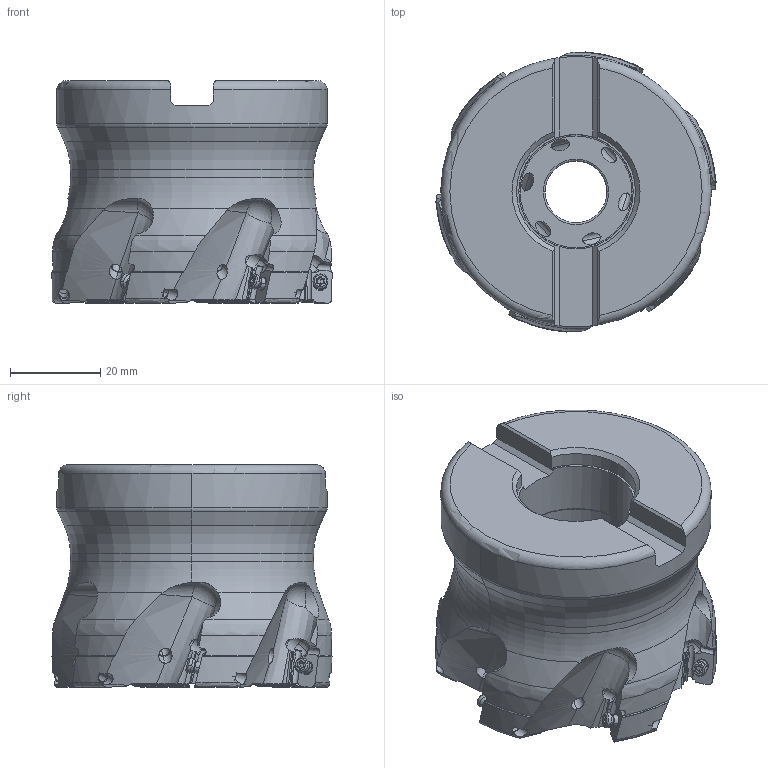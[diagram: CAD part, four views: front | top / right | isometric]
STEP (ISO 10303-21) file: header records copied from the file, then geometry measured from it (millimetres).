
FILE_DESCRIPTION(/* description */ (''),/* implementation_level */ '2;1');
FILE_NAME(/* name */ 'APX3000R2506A.stp',/* time_stamp */ '2021-09-08T11:47:41+09:00',/* author */ (''),/* organization */ (''),/* preprocessor_version */ 'ST-DEVELOPER v16',/* originating_system */ 'SIEMENS PLM Software NX 10.0',/* authorisation */ '');
FILE_SCHEMA (('AUTOMOTIVE_DESIGN { 1 0 10303 214 3 1 1 1 }'));
Length unit declared in the file: millimetre
Products named in the file (1): APX3000R2506A_ASM
Bounding box: 62.12 x 62.13 x 49.35 mm (x, y, z)
Volume: 99050.9 mm3; surface area: 20273.4 mm2
Topology: 7 solids, 7 shells, 563 faces, 1720 edges, 1163 vertices
Faces by surface type: cylinder 242, plane 129, cone 82, torus 56, sphere 36, bspline 18
Entity records: 27409 total; most frequent: CARTESIAN_POINT 12478, ORIENTED_EDGE 3380, DIRECTION 2818, EDGE_CURVE 1690, AXIS2_PLACEMENT_3D 1200, VERTEX_POINT 1154, B_SPLINE_CURVE_WITH_KNOTS 649, EDGE_LOOP 602
